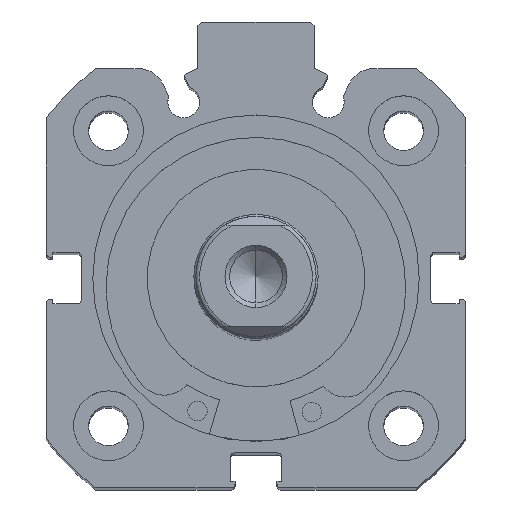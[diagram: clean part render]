
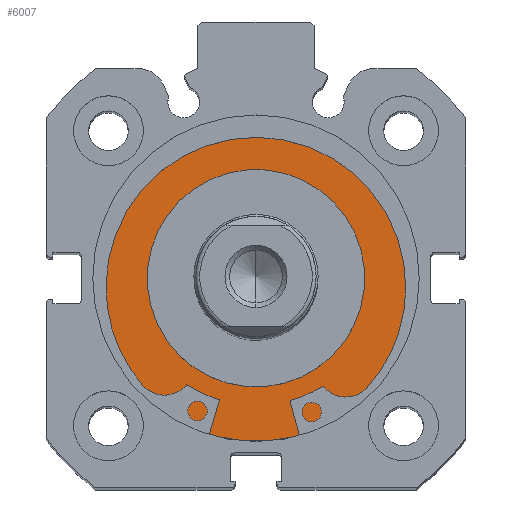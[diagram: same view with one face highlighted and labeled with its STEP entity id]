
A CAD part, top view. The second image highlights one B-rep face of the part: STEP entity #6007.
In plain terms, the highlighted face is planar.
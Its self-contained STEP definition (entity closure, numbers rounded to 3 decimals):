
#784 = VERTEX_POINT ( 'NONE', #6500 ) ;
#786 = CARTESIAN_POINT ( 'NONE',  ( 3.5, 0., -21. ) ) ;
#804 = VERTEX_POINT ( 'NONE', #6542 ) ;
#951 = VERTEX_POINT ( 'NONE', #786 ) ;
#994 = VERTEX_POINT ( 'NONE', #1102 ) ;
#1102 = CARTESIAN_POINT ( 'NONE',  ( 3.5, 0., -14. ) ) ;
#1142 = CARTESIAN_POINT ( 'NONE',  ( 3.5, 0., 0. ) ) ;
#1159 = DIRECTION ( 'NONE',  ( -1., 0., 0. ) ) ;
#1160 = DIRECTION ( 'NONE',  ( 0., 0., 1. ) ) ;
#1193 = CARTESIAN_POINT ( 'NONE',  ( 3.5, 0., 0. ) ) ;
#1200 = DIRECTION ( 'NONE',  ( -1., 0., 0. ) ) ;
#1201 = DIRECTION ( 'NONE',  ( 0., 0., 1. ) ) ;
#1736 = CARTESIAN_POINT ( 'NONE',  ( 3.5, 0., 0. ) ) ;
#1738 = DIRECTION ( 'NONE',  ( -1., 0., 0. ) ) ;
#1739 = DIRECTION ( 'NONE',  ( 0., 0., 1. ) ) ;
#2831 = CARTESIAN_POINT ( 'NONE',  ( 3.5, 21., 0. ) ) ;
#2832 = PLANE ( 'NONE',  #5595 ) ;
#2833 = DIRECTION ( 'NONE',  ( 1., 0., 0. ) ) ;
#2834 = DIRECTION ( 'NONE',  ( 0., 0., -1. ) ) ;
#3303 = FACE_OUTER_BOUND ( 'NONE', #6701, .T. ) ;
#3631 = EDGE_CURVE ( 'NONE', #804, #951, #6396, .T. ) ;
#3690 = EDGE_CURVE ( 'NONE', #784, #994, #3802, .T. ) ;
#3706 = EDGE_CURVE ( 'NONE', #994, #784, #3826, .T. ) ;
#3802 = CIRCLE ( 'NONE', #5207, 14. ) ;
#3826 = CIRCLE ( 'NONE', #5208, 14. ) ;
#4112 = CIRCLE ( 'NONE', #5359, 21. ) ;
#4726 = FACE_BOUND ( 'NONE', #6714, .T. ) ;
#4894 = EDGE_CURVE ( 'NONE', #951, #804, #4112, .T. ) ;
#5180 = AXIS2_PLACEMENT_3D ( 'NONE', #5764, #5833, #5848 ) ;
#5207 = AXIS2_PLACEMENT_3D ( 'NONE', #1142, #1159, #1160 ) ;
#5208 = AXIS2_PLACEMENT_3D ( 'NONE', #1193, #1200, #1201 ) ;
#5359 = AXIS2_PLACEMENT_3D ( 'NONE', #1736, #1738, #1739 ) ;
#5595 = AXIS2_PLACEMENT_3D ( 'NONE', #2831, #2833, #2834 ) ;
#5764 = CARTESIAN_POINT ( 'NONE',  ( 3.5, 0., 0. ) ) ;
#5833 = DIRECTION ( 'NONE',  ( -1., 0., 0. ) ) ;
#5848 = DIRECTION ( 'NONE',  ( 0., 0., 1. ) ) ;
#6007 = ADVANCED_FACE ( 'NONE', ( #4726, #3303 ), #2832, .F. ) ;
#6396 = CIRCLE ( 'NONE', #5180, 21. ) ;
#6500 = CARTESIAN_POINT ( 'NONE',  ( 3.5, 0., 14. ) ) ;
#6542 = CARTESIAN_POINT ( 'NONE',  ( 3.5, 0., 21. ) ) ;
#6701 = EDGE_LOOP ( 'NONE', ( #6777, #6776 ) ) ;
#6714 = EDGE_LOOP ( 'NONE', ( #6779, #6778 ) ) ;
#6776 = ORIENTED_EDGE ( 'NONE', *, *, #4894, .T. ) ;
#6777 = ORIENTED_EDGE ( 'NONE', *, *, #3631, .T. ) ;
#6778 = ORIENTED_EDGE ( 'NONE', *, *, #3706, .F. ) ;
#6779 = ORIENTED_EDGE ( 'NONE', *, *, #3690, .F. ) ;
